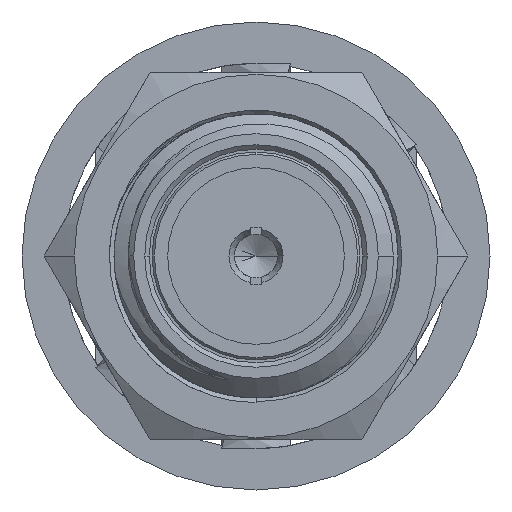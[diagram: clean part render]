
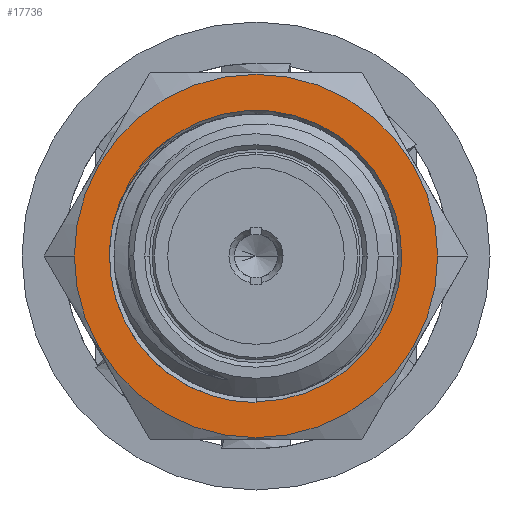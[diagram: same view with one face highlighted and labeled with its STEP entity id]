
A CAD part, left-side view. The second image highlights one B-rep face of the part: STEP entity #17736.
In plain terms, the highlighted planar face has unit normal (-1, 0, 0).
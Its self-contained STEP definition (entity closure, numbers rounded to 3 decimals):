
#2520=CARTESIAN_POINT('',(6.4,0.,0.));
#2521=DIRECTION('',(1.,0.,0.));
#2522=DIRECTION('',(0.,0.949,0.315));
#2523=AXIS2_PLACEMENT_3D('',#2520,#2521,#2522);
#6317=CARTESIAN_POINT('',(6.4,0.,0.));
#6318=DIRECTION('',(1.,0.,0.));
#6319=DIRECTION('',(0.,1.,0.));
#6320=AXIS2_PLACEMENT_3D('',#6317,#6318,#6319);
#6322=CARTESIAN_POINT('',(6.4,0.,0.));
#6323=DIRECTION('',(1.,0.,0.));
#6324=DIRECTION('',(0.,-1.,0.));
#6325=AXIS2_PLACEMENT_3D('',#6322,#6323,#6324);
#6327=CARTESIAN_POINT('',(6.4,0.,-3.195));
#6328=CARTESIAN_POINT('',(6.4,0.096,-3.195));
#6329=CARTESIAN_POINT('',(6.4,0.286,-3.186));
#6330=CARTESIAN_POINT('',(6.4,0.571,-3.148));
#6331=CARTESIAN_POINT('',(6.4,0.85,-3.084));
#6332=CARTESIAN_POINT('',(6.4,1.123,-2.996));
#6333=CARTESIAN_POINT('',(6.4,1.387,-2.883));
#6334=CARTESIAN_POINT('',(6.4,1.639,-2.747));
#6335=CARTESIAN_POINT('',(6.4,1.879,-2.59));
#6336=CARTESIAN_POINT('',(6.4,2.103,-2.411));
#6337=CARTESIAN_POINT('',(6.4,2.31,-2.213));
#6338=CARTESIAN_POINT('',(6.4,2.499,-1.997));
#6339=CARTESIAN_POINT('',(6.4,2.668,-1.765));
#6340=CARTESIAN_POINT('',(6.4,2.815,-1.52));
#6341=CARTESIAN_POINT('',(6.4,2.94,-1.261));
#6342=CARTESIAN_POINT('',(6.4,3.041,-0.993));
#6343=CARTESIAN_POINT('',(6.4,3.118,-0.717));
#6344=CARTESIAN_POINT('',(6.4,3.17,-0.435));
#6345=CARTESIAN_POINT('',(6.4,3.196,-0.149));
#6346=CARTESIAN_POINT('',(6.4,3.196,0.138));
#6347=CARTESIAN_POINT('',(6.4,3.171,0.424));
#6348=CARTESIAN_POINT('',(6.4,3.137,0.611));
#6349=CARTESIAN_POINT('',(6.4,3.116,0.705));
#6351=DIRECTION('',(0.,0.,1.));
#6352=VECTOR('',#6351,0.019);
#6353=CARTESIAN_POINT('',(6.4,0.,-3.195));
#6354=LINE('',#6353,#6352);
#6355=CARTESIAN_POINT('',(6.4,3.116,0.705));
#6356=CARTESIAN_POINT('',(6.4,3.107,0.738));
#6357=CARTESIAN_POINT('',(6.4,3.086,0.804));
#6358=CARTESIAN_POINT('',(6.4,3.052,0.903));
#6359=CARTESIAN_POINT('',(6.4,3.028,0.967));
#6360=CARTESIAN_POINT('',(6.4,3.015,0.999));
#9687=CARTESIAN_POINT('',(6.4,3.96,0.));
#9688=CARTESIAN_POINT('',(6.4,-3.96,0.));
#9689=VERTEX_POINT('',#9687);
#9690=VERTEX_POINT('',#9688);
#9701=VERTEX_POINT('',#6327);
#9702=VERTEX_POINT('',#6349);
#9703=VERTEX_POINT('',#6360);
#9707=CARTESIAN_POINT('',(6.4,0.,-3.176));
#9708=VERTEX_POINT('',#9707);
#17718=CARTESIAN_POINT('',(6.4,0.,0.));
#17719=DIRECTION('',(-1.,0.,0.));
#17720=DIRECTION('',(0.,1.,0.));
#17721=AXIS2_PLACEMENT_3D('',#17718,#17719,#17720);
#17722=PLANE('',#17721);
#17723=ORIENTED_EDGE('',*,*,#17704,.T.);
#17725=ORIENTED_EDGE('',*,*,#17724,.T.);
#17726=EDGE_LOOP('',(#17723,#17725));
#17727=FACE_OUTER_BOUND('',#17726,.F.);
#17729=ORIENTED_EDGE('',*,*,#17728,.F.);
#17731=ORIENTED_EDGE('',*,*,#17730,.T.);
#17732=ORIENTED_EDGE('',*,*,#11761,.F.);
#17733=ORIENTED_EDGE('',*,*,#17388,.F.);
#17734=EDGE_LOOP('',(#17729,#17731,#17732,#17733));
#17735=FACE_BOUND('',#17734,.F.);
#17736=ADVANCED_FACE('',(#17727,#17735),#17722,.T.);
#2524=CIRCLE('',#2523,3.176);
#6321=CIRCLE('',#6320,3.96);
#6326=CIRCLE('',#6325,3.96);
#6350=B_SPLINE_CURVE_WITH_KNOTS('',3,(#6327,#6328,#6329,#6330,#6331,#6332,#6333,
#6334,#6335,#6336,#6337,#6338,#6339,#6340,#6341,#6342,#6343,#6344,#6345,#6346,
#6347,#6348,#6349),.UNSPECIFIED.,.F.,.F.,(4,1,1,1,1,1,1,1,1,1,1,1,1,1,1,1,1,1,1,
1,4),(0.,0.05,0.1,0.15,0.2,0.25,0.3,0.35,0.4,0.45,0.5,
0.55,0.6,0.65,0.7,0.75,0.8,0.85,0.9,0.95,1.),.UNSPECIFIED.);
#6361=B_SPLINE_CURVE_WITH_KNOTS('',3,(#6355,#6356,#6357,#6358,#6359,#6360),
.UNSPECIFIED.,.F.,.F.,(4,1,1,4),(0.,0.333,0.667,1.),
.UNSPECIFIED.);
#11761=EDGE_CURVE('',#9703,#9708,#2524,.T.);
#17388=EDGE_CURVE('',#9702,#9703,#6361,.T.);
#17704=EDGE_CURVE('',#9689,#9690,#6321,.T.);
#17724=EDGE_CURVE('',#9690,#9689,#6326,.T.);
#17728=EDGE_CURVE('',#9701,#9702,#6350,.T.);
#17730=EDGE_CURVE('',#9701,#9708,#6354,.T.);
